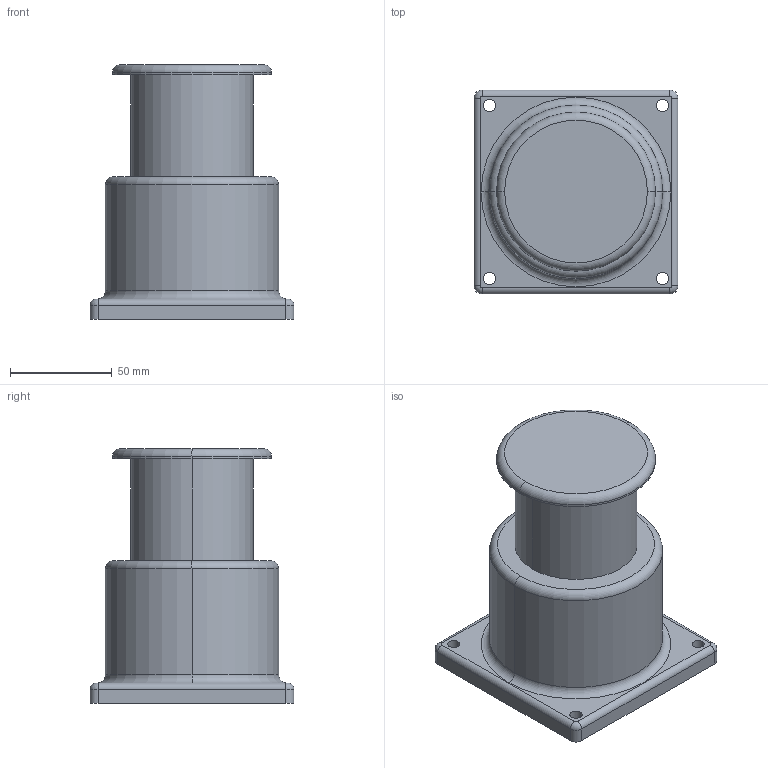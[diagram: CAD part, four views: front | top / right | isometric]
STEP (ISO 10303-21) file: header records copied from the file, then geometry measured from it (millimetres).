
FILE_DESCRIPTION (( 'STEP AP203' ), '1' );
FILE_NAME ('base_Default_sldprt.STEP', '2023-10-24T09:11:51', ( '' ), ( '' ), 'SwSTEP 2.0', 'SolidWorks 2021', '' );
FILE_SCHEMA (( 'CONFIG_CONTROL_DESIGN' ));
Length unit declared in the file: millimetre
Products named in the file (1): base_Default_sldprt
Bounding box: 100 x 100 x 125 mm (x, y, z)
Volume: 315769.3 mm3; surface area: 68466 mm2
Topology: 1 solids, 1 shells, 44 faces, 100 edges, 62 vertices
Faces by surface type: cylinder 24, torus 10, plane 10
Entity records: 1349 total; most frequent: DIRECTION 254, CARTESIAN_POINT 207, ORIENTED_EDGE 200, AXIS2_PLACEMENT_3D 109, EDGE_CURVE 100, CIRCLE 64, VERTEX_POINT 62, EDGE_LOOP 56
